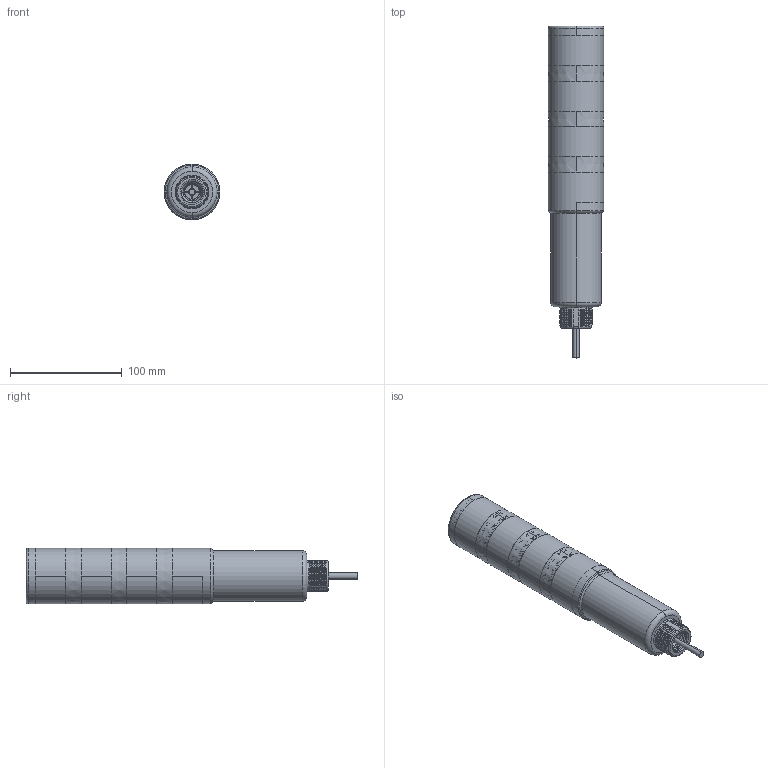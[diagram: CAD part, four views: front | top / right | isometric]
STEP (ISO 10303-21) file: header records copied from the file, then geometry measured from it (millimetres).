
FILE_DESCRIPTION((''),'2;1');
FILE_NAME('168267_SW','2012-10-16T',('banengservice'),('BANNER ENGINEERING'),'PRO/ENGINEER BY PARAMETRIC TECHNOLOGY CORPORATION, 2009141','PRO/ENGINEER BY PARAMETRIC TECHNOLOGY CORPORATION, 2009141','');
FILE_SCHEMA(('CONFIG_CONTROL_DESIGN'));
Products named in the file (1): 168267_SW
Bounding box: 50 x 297.6 x 50 mm (x, y, z)
Volume: 150172.3 mm3; surface area: 127830.7 mm2
Topology: 2 solids, 2 shells, 1643 faces, 4178 edges, 2643 vertices
Faces by surface type: plane 671, cylinder 382, bspline 272, cone 150, torus 96, sphere 72
Entity records: 111853 total; most frequent: CARTESIAN_POINT 73789, ORIENTED_EDGE 8356, DIRECTION 7373, EDGE_CURVE 4178, AXIS2_PLACEMENT_3D 2727, VERTEX_POINT 2643, VECTOR 1919, LINE 1919
